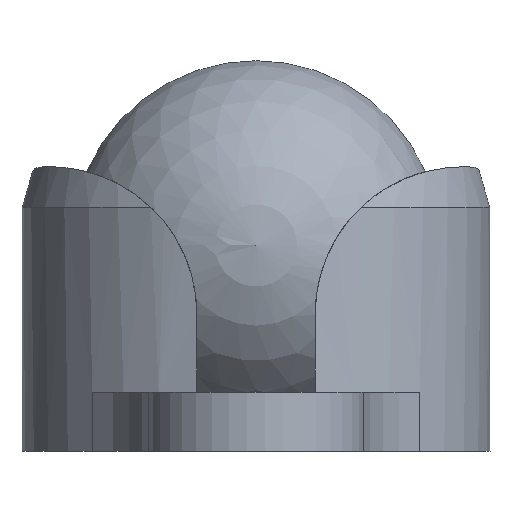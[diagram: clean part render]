
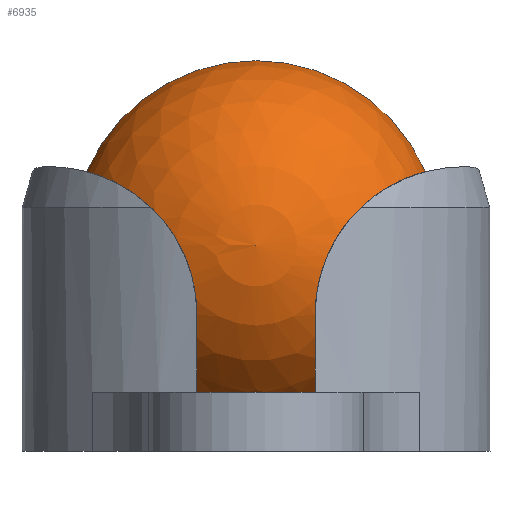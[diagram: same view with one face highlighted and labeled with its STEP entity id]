
A CAD part, left-side view. The second image highlights one B-rep face of the part: STEP entity #6935.
In plain terms, the highlighted spherical face has radius 4.763 mm.
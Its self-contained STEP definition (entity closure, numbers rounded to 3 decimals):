
#10 = ORIENTED_EDGE ( 'NONE', *, *, #815, .T. ) ;
#53 = CARTESIAN_POINT ( 'NONE',  ( 0., 0., 3.783 ) ) ;
#129 = CIRCLE ( 'NONE', #20975, 2.894 ) ;
#734 = CARTESIAN_POINT ( 'NONE',  ( -4.144, 2.305, 4.328 ) ) ;
#815 = EDGE_CURVE ( 'NONE', #12224, #10941, #22691, .T. ) ;
#882 = CARTESIAN_POINT ( 'NONE',  ( -2.153, 3.887, 5.527 ) ) ;
#1039 = CARTESIAN_POINT ( 'NONE',  ( -1.258, 4.212, 5.642 ) ) ;
#1527 = CARTESIAN_POINT ( 'NONE',  ( -4.251, -2.134, 4.073 ) ) ;
#1600 = VERTEX_POINT ( 'NONE', #5583 ) ;
#1616 = CARTESIAN_POINT ( 'NONE',  ( -2.436, -3.743, 5.467 ) ) ;
#1700 = DIRECTION ( 'NONE',  ( 1., 0., 0. ) ) ;
#2551 = CARTESIAN_POINT ( 'NONE',  ( -4.372, 1.598, 2.765 ) ) ;
#2607 = FACE_OUTER_BOUND ( 'NONE', #12656, .T. ) ;
#2618 = CARTESIAN_POINT ( 'NONE',  ( -4.209, 1.524, 2.148 ) ) ;
#2934 = B_SPLINE_CURVE_WITH_KNOTS ( 'NONE', 3,
 ( #12745, #9165, #3461, #9240, #5473, #23606, #21985, #8923, #1527, #20123, #9088, #3369, #19975, #20053, #10982, #5549, #14347, #1616, #7183, #7425, #10739, #12589, #7104, #21826 ),
 .UNSPECIFIED., .F., .F.,
 ( 4, 2, 2, 2, 2, 2, 2, 2, 2, 2, 2, 4 ),
 ( 0., 0.001, 0.001, 0.002, 0.003, 0.003, 0.004, 0.004, 0.005, 0.006, 0.007, 0.008 ),
 .UNSPECIFIED. ) ;
#2963 = ORIENTED_EDGE ( 'NONE', *, *, #6594, .T. ) ;
#3171 = CARTESIAN_POINT ( 'NONE',  ( -2.46, 1.524, 0. ) ) ;
#3369 = CARTESIAN_POINT ( 'NONE',  ( -3.912, -2.583, 4.639 ) ) ;
#3461 = CARTESIAN_POINT ( 'NONE',  ( -4.261, -1.532, 2.297 ) ) ;
#3680 = DIRECTION ( 'NONE',  ( 0., 0., 1. ) ) ;
#3773 = DIRECTION ( 'NONE',  ( 0., -1., 0. ) ) ;
#4557 = CARTESIAN_POINT ( 'NONE',  ( -4.343, 1.57, 2.608 ) ) ;
#4687 = AXIS2_PLACEMENT_3D ( 'NONE', #22092, #18707, #22419 ) ;
#4935 = CIRCLE ( 'NONE', #12217, 4.512 ) ;
#5383 = CARTESIAN_POINT ( 'NONE',  ( 0., -1.524, 3.783 ) ) ;
#5424 = ORIENTED_EDGE ( 'NONE', *, *, #6628, .T. ) ;
#5473 = CARTESIAN_POINT ( 'NONE',  ( -4.372, -1.598, 2.762 ) ) ;
#5549 = CARTESIAN_POINT ( 'NONE',  ( -3.206, -3.243, 5.193 ) ) ;
#5583 = CARTESIAN_POINT ( 'NONE',  ( -2.46, -1.524, 0. ) ) ;
#5866 = CARTESIAN_POINT ( 'NONE',  ( 0., 0., 3.783 ) ) ;
#6345 = CARTESIAN_POINT ( 'NONE',  ( -4.263, 2.126, 4.079 ) ) ;
#6380 = AXIS2_PLACEMENT_3D ( 'NONE', #53, #1700, #18307 ) ;
#6493 = CARTESIAN_POINT ( 'NONE',  ( -2.955, 3.419, 5.296 ) ) ;
#6594 = EDGE_CURVE ( 'NONE', #10941, #12888, #10777, .T. ) ;
#6628 = EDGE_CURVE ( 'NONE', #20896, #14901, #6778, .T. ) ;
#6778 = CIRCLE ( 'NONE', #17913, 4.763 ) ;
#6935 = ADVANCED_FACE ( 'NONE', ( #2607 ), #20695, .T. ) ;
#7104 = CARTESIAN_POINT ( 'NONE',  ( -0.317, -4.366, 5.685 ) ) ;
#7114 = CARTESIAN_POINT ( 'NONE',  ( -4.145, 1.524, 2. ) ) ;
#7183 = CARTESIAN_POINT ( 'NONE',  ( -2.156, -3.885, 5.526 ) ) ;
#7425 = CARTESIAN_POINT ( 'NONE',  ( -1.566, -4.12, 5.614 ) ) ;
#7453 = ORIENTED_EDGE ( 'NONE', *, *, #13596, .F. ) ;
#8098 = AXIS2_PLACEMENT_3D ( 'NONE', #22145, #13212, #20519 ) ;
#8125 = CARTESIAN_POINT ( 'NONE',  ( 0., 4.366, 5.685 ) ) ;
#8206 = CARTESIAN_POINT ( 'NONE',  ( -3.197, 3.242, 5.186 ) ) ;
#8923 = CARTESIAN_POINT ( 'NONE',  ( -4.298, -2.052, 3.941 ) ) ;
#9088 = CARTESIAN_POINT ( 'NONE',  ( -4.068, -2.396, 4.43 ) ) ;
#9165 = CARTESIAN_POINT ( 'NONE',  ( -4.208, -1.524, 2.147 ) ) ;
#9240 = CARTESIAN_POINT ( 'NONE',  ( -4.343, -1.569, 2.605 ) ) ;
#9904 = CARTESIAN_POINT ( 'NONE',  ( 0., 0., 8.545 ) ) ;
#9942 = CARTESIAN_POINT ( 'NONE',  ( -3.834, 2.676, 4.744 ) ) ;
#10090 = CARTESIAN_POINT ( 'NONE',  ( -3.313, 3.151, 5.125 ) ) ;
#10488 = VERTEX_POINT ( 'NONE', #16588 ) ;
#10739 = CARTESIAN_POINT ( 'NONE',  ( -1.263, -4.211, 5.642 ) ) ;
#10777 = CIRCLE ( 'NONE', #8098, 4.512 ) ;
#10941 = VERTEX_POINT ( 'NONE', #7114 ) ;
#10982 = CARTESIAN_POINT ( 'NONE',  ( -3.533, -2.963, 4.985 ) ) ;
#11853 = CARTESIAN_POINT ( 'NONE',  ( -4.4, 1.832, 3.534 ) ) ;
#11935 = CARTESIAN_POINT ( 'NONE',  ( -4.261, 1.533, 2.299 ) ) ;
#12003 = CARTESIAN_POINT ( 'NONE',  ( -4.145, 1.524, 2. ) ) ;
#12217 = AXIS2_PLACEMENT_3D ( 'NONE', #5383, #14652, #3680 ) ;
#12224 = VERTEX_POINT ( 'NONE', #17815 ) ;
#12589 = CARTESIAN_POINT ( 'NONE',  ( -0.639, -4.334, 5.677 ) ) ;
#12637 = DIRECTION ( 'NONE',  ( 0., 0., 1. ) ) ;
#12656 = EDGE_LOOP ( 'NONE', ( #18567, #5424, #7453, #10, #2963, #13082, #18610 ) ) ;
#12745 = CARTESIAN_POINT ( 'NONE',  ( -4.145, -1.524, 2. ) ) ;
#12888 = VERTEX_POINT ( 'NONE', #3171 ) ;
#13082 = ORIENTED_EDGE ( 'NONE', *, *, #14681, .T. ) ;
#13212 = DIRECTION ( 'NONE',  ( 0., -1., 0. ) ) ;
#13540 = CARTESIAN_POINT ( 'NONE',  ( -2.431, 3.746, 5.468 ) ) ;
#13596 = EDGE_CURVE ( 'NONE', #12224, #14901, #20800, .T. ) ;
#14347 = CARTESIAN_POINT ( 'NONE',  ( -2.959, -3.424, 5.302 ) ) ;
#14652 = DIRECTION ( 'NONE',  ( 0., 1., 0. ) ) ;
#14681 = EDGE_CURVE ( 'NONE', #12888, #1600, #129, .T. ) ;
#14901 = VERTEX_POINT ( 'NONE', #9904 ) ;
#15334 = EDGE_CURVE ( 'NONE', #1600, #10488, #4935, .T. ) ;
#15627 = CARTESIAN_POINT ( 'NONE',  ( -2.826, 3.505, 5.344 ) ) ;
#16588 = CARTESIAN_POINT ( 'NONE',  ( -4.145, -1.524, 2. ) ) ;
#17329 = CARTESIAN_POINT ( 'NONE',  ( -0.32, 4.366, 5.685 ) ) ;
#17564 = CARTESIAN_POINT ( 'NONE',  ( -4.42, 1.713, 3.227 ) ) ;
#17749 = EDGE_CURVE ( 'NONE', #10488, #20896, #2934, .T. ) ;
#17815 = CARTESIAN_POINT ( 'NONE',  ( 0., 4.366, 5.685 ) ) ;
#17913 = AXIS2_PLACEMENT_3D ( 'NONE', #5866, #18516, #3773 ) ;
#18190 = DIRECTION ( 'NONE',  ( 1., 0., 0. ) ) ;
#18307 = DIRECTION ( 'NONE',  ( 0., 1., 0. ) ) ;
#18516 = DIRECTION ( 'NONE',  ( -1., 0., 0. ) ) ;
#18567 = ORIENTED_EDGE ( 'NONE', *, *, #17749, .T. ) ;
#18610 = ORIENTED_EDGE ( 'NONE', *, *, #15334, .T. ) ;
#18707 = DIRECTION ( 'NONE',  ( -1., 0., 0. ) ) ;
#19975 = CARTESIAN_POINT ( 'NONE',  ( -3.824, -2.679, 4.736 ) ) ;
#20053 = CARTESIAN_POINT ( 'NONE',  ( -3.634, -2.869, 4.908 ) ) ;
#20100 = CARTESIAN_POINT ( 'NONE',  ( 0., -4.366, 5.685 ) ) ;
#20123 = CARTESIAN_POINT ( 'NONE',  ( -4.136, -2.306, 4.318 ) ) ;
#20519 = DIRECTION ( 'NONE',  ( 0., 0., -1. ) ) ;
#20695 = SPHERICAL_SURFACE ( 'NONE', #4687, 4.763 ) ;
#20800 = CIRCLE ( 'NONE', #6380, 4.763 ) ;
#20896 = VERTEX_POINT ( 'NONE', #20100 ) ;
#20922 = CARTESIAN_POINT ( 'NONE',  ( -0.636, 4.334, 5.677 ) ) ;
#20975 = AXIS2_PLACEMENT_3D ( 'NONE', #23655, #12637, #18190 ) ;
#21826 = CARTESIAN_POINT ( 'NONE',  ( 0., -4.366, 5.685 ) ) ;
#21985 = CARTESIAN_POINT ( 'NONE',  ( -4.401, -1.83, 3.529 ) ) ;
#22092 = CARTESIAN_POINT ( 'NONE',  ( 0., 0., 3.783 ) ) ;
#22145 = CARTESIAN_POINT ( 'NONE',  ( 0., 1.524, 3.783 ) ) ;
#22419 = DIRECTION ( 'NONE',  ( 0., 1., 0. ) ) ;
#22691 = B_SPLINE_CURVE_WITH_KNOTS ( 'NONE', 3,
 ( #8125, #17329, #20922, #1039, #23016, #882, #13540, #15627, #6493, #8206, #10090, #23094, #9942, #734, #6345, #11853, #17564, #2551, #4557, #11935, #2618, #12003 ),
 .UNSPECIFIED., .F., .F.,
 ( 4, 2, 2, 2, 2, 2, 2, 2, 2, 2, 4 ),
 ( 0., 0.001, 0.002, 0.003, 0.003, 0.004, 0.005, 0.006, 0.007, 0.007, 0.008 ),
 .UNSPECIFIED. ) ;
#23016 = CARTESIAN_POINT ( 'NONE',  ( -1.568, 4.12, 5.614 ) ) ;
#23094 = CARTESIAN_POINT ( 'NONE',  ( -3.64, 2.872, 4.917 ) ) ;
#23606 = CARTESIAN_POINT ( 'NONE',  ( -4.42, -1.712, 3.224 ) ) ;
#23655 = CARTESIAN_POINT ( 'NONE',  ( 0., 0., 0. ) ) ;
